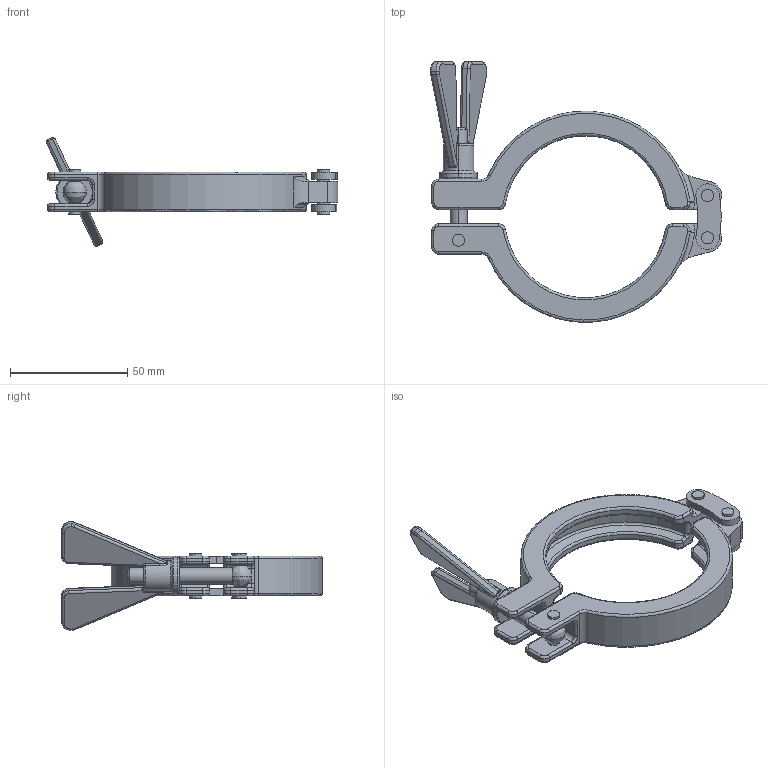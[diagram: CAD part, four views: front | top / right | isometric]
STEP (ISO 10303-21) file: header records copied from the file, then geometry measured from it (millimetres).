
FILE_DESCRIPTION (( 'STEP AP203' ), '1' );
FILE_NAME ('101.077.0SH.STEP', '2021-06-22T09:01:40', ( '' ), ( '' ), 'SwSTEP 2.0', 'SolidWorks 2021', '' );
FILE_SCHEMA (( 'CONFIG_CONTROL_DESIGN' ));
Length unit declared in the file: millimetre
Products named in the file (1): 101.077.0SH
Bounding box: 124.04 x 110.96 x 46.34 mm (x, y, z)
Volume: 49359.8 mm3; surface area: 24428.5 mm2
Topology: 1 solids, 1 shells, 338 faces, 796 edges, 465 vertices
Faces by surface type: cylinder 144, bspline 137, plane 50, cone 7
Entity records: 14044 total; most frequent: CARTESIAN_POINT 6974, ORIENTED_EDGE 1568, DIRECTION 1371, EDGE_CURVE 784, AXIS2_PLACEMENT_3D 564, VERTEX_POINT 465, CIRCLE 362, EDGE_LOOP 359
